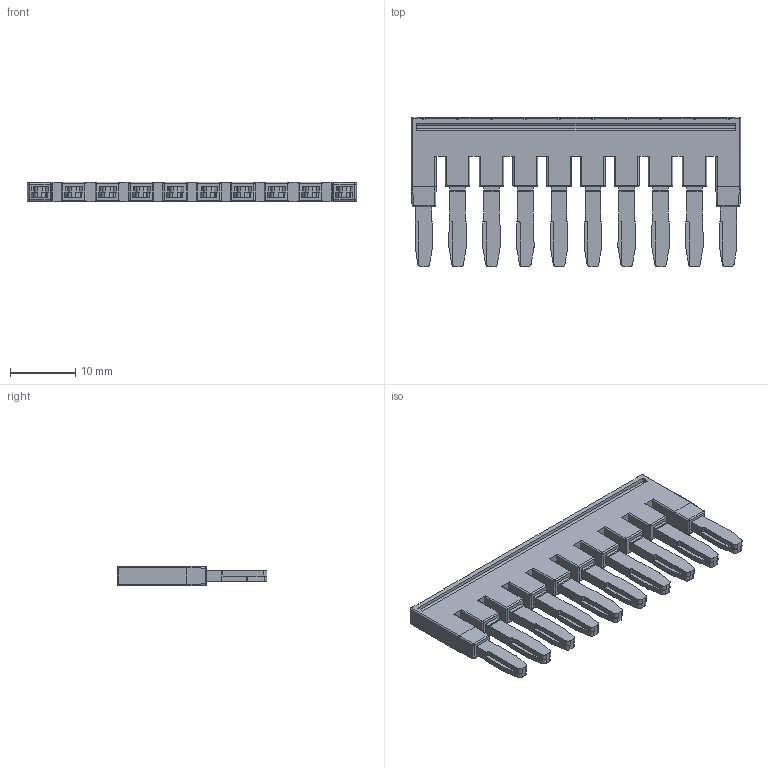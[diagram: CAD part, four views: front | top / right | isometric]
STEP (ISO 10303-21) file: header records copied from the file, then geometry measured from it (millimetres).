
FILE_DESCRIPTION(/* description */ (''),/* implementation_level */ '2;1');
FILE_NAME(/* name */ 'TJA5.2-10.stp',/* time_stamp */ '2021-08-02T11:01:35+08:00',/* author */ (''),/* organization */ (''),/* preprocessor_version */ 'ST-DEVELOPER v16.7',/* originating_system */ 'SIEMENS PLM Software NX 12.0',/* authorisation */ '');
FILE_SCHEMA (('AP203_CONFIGURATION_CONTROLLED_3D_DESIGN_OF_MECHANICAL_PARTS_AND_ASSEMBLIES_MIM_LF { 1 0 10303 403 2 1 2}'));
Length unit declared in the file: millimetre
Products named in the file (1): SP6101T1900-02
Bounding box: 50.6 x 23 x 3 mm (x, y, z)
Volume: 1812.9 mm3; surface area: 2701.1 mm2
Topology: 1 solids, 1 shells, 1086 faces, 3062 edges, 1966 vertices
Faces by surface type: plane 812, cylinder 205, sphere 44, extrusion 25
Entity records: 36218 total; most frequent: CARTESIAN_POINT 9206, ORIENTED_EDGE 6052, DIRECTION 4665, EDGE_CURVE 3026, VERTEX_POINT 1966, VECTOR 1737, LINE 1712, AXIS2_PLACEMENT_3D 1464
